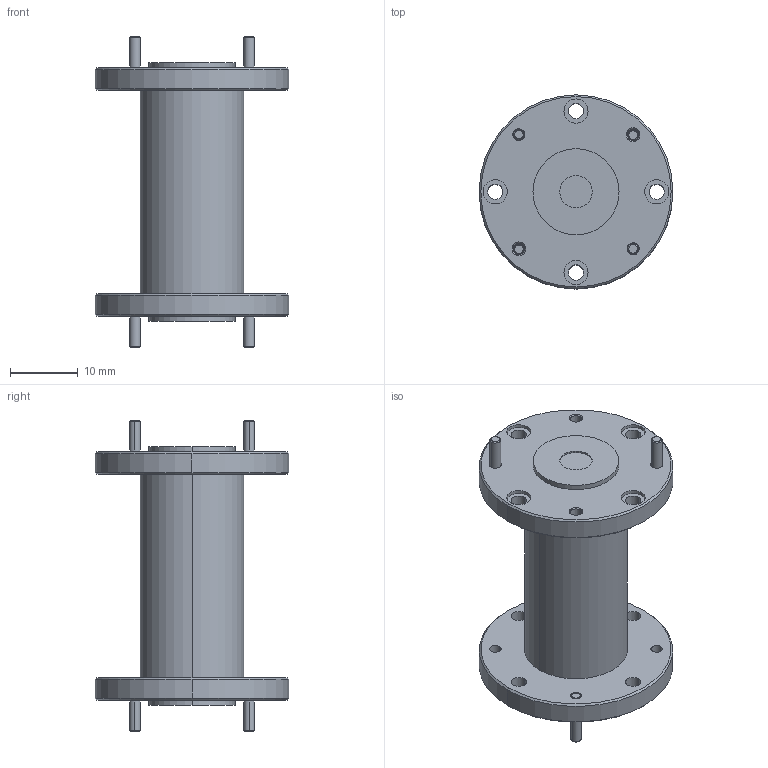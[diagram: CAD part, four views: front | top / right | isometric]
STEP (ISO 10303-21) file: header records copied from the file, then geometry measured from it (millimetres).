
FILE_DESCRIPTION (( 'STEP AP203' ), '1' );
FILE_NAME ('SAS-473-18819-F1.STEP', '2018-05-30T19:58:04', ( '' ), ( '' ), 'SwSTEP 2.0', 'SolidWorks 2016', '' );
FILE_SCHEMA (( 'CONFIG_CONTROL_DESIGN' ));
Length unit declared in the file: inch
Products named in the file (1): SAS-473-18819-F1
Bounding box: 28.57 x 28.57 x 45.85 mm (x, y, z)
Volume: 9751.4 mm3; surface area: 4651.8 mm2
Topology: 5 solids, 5 shells, 134 faces, 290 edges, 180 vertices
Faces by surface type: cylinder 70, cone 40, plane 24
Entity records: 3829 total; most frequent: DIRECTION 740, CARTESIAN_POINT 605, ORIENTED_EDGE 580, AXIS2_PLACEMENT_3D 315, EDGE_CURVE 290, EDGE_LOOP 180, VERTEX_POINT 180, CIRCLE 180
